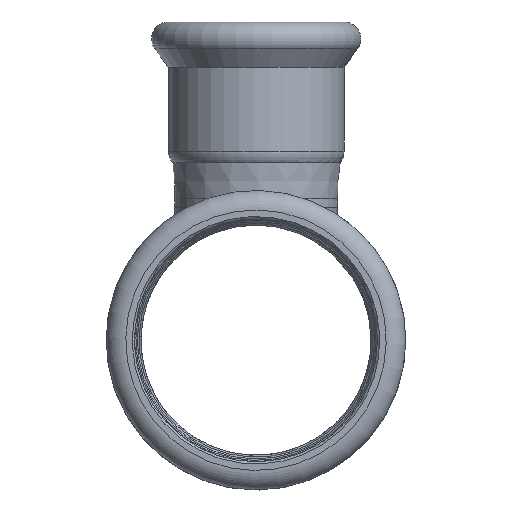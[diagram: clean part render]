
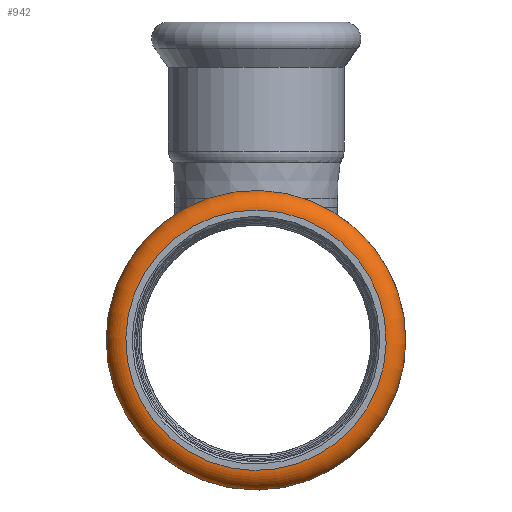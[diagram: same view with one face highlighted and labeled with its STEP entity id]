
A CAD part, left-side view. The second image highlights one B-rep face of the part: STEP entity #942.
In plain terms, the highlighted toroidal (fillet/blend) face has major radius 23.2 mm and minor radius 3.5 mm.
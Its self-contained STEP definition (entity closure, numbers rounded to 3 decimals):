
#23=TOROIDAL_SURFACE('',#1063,23.2,3.5);
#180=FACE_OUTER_BOUND('',#244,.T.);
#244=EDGE_LOOP('',(#695,#696,#697,#698));
#318=CIRCLE('',#1056,26.102);
#324=CIRCLE('',#1064,23.2);
#325=CIRCLE('',#1065,3.5);
#401=VERTEX_POINT('',#2512);
#406=VERTEX_POINT('',#2526);
#501=EDGE_CURVE('',#401,#401,#318,.T.);
#508=EDGE_CURVE('',#406,#406,#324,.T.);
#509=EDGE_CURVE('',#406,#401,#325,.T.);
#695=ORIENTED_EDGE('',*,*,#508,.F.);
#696=ORIENTED_EDGE('',*,*,#509,.T.);
#697=ORIENTED_EDGE('',*,*,#501,.T.);
#698=ORIENTED_EDGE('',*,*,#509,.F.);
#942=ADVANCED_FACE('',(#180),#23,.T.);
#1056=AXIS2_PLACEMENT_3D('',#2513,#1261,#1262);
#1063=AXIS2_PLACEMENT_3D('',#2525,#1276,#1277);
#1064=AXIS2_PLACEMENT_3D('',#2527,#1278,#1279);
#1065=AXIS2_PLACEMENT_3D('',#2528,#1280,#1281);
#1261=DIRECTION('center_axis',(-1.,0.,0.));
#1262=DIRECTION('ref_axis',(0.,0.,-1.));
#1276=DIRECTION('center_axis',(-1.,0.,0.));
#1277=DIRECTION('ref_axis',(0.,0.878,-0.479));
#1278=DIRECTION('center_axis',(-1.,0.,0.));
#1279=DIRECTION('ref_axis',(0.,0.,-1.));
#1280=DIRECTION('center_axis',(0.,0.479,0.878));
#1281=DIRECTION('ref_axis',(0.,-0.878,0.479));
#2512=CARTESIAN_POINT('',(-51.543,-22.906,12.514));
#2513=CARTESIAN_POINT('Origin',(-51.543,0.,0.));
#2525=CARTESIAN_POINT('Origin',(-53.5,0.,0.));
#2526=CARTESIAN_POINT('',(-57.,-20.36,11.123));
#2527=CARTESIAN_POINT('Origin',(-57.,0.,0.));
#2528=CARTESIAN_POINT('Origin',(-53.5,-20.36,11.123));
